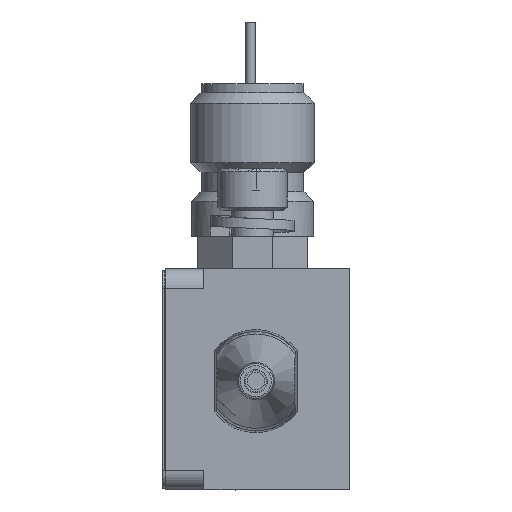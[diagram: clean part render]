
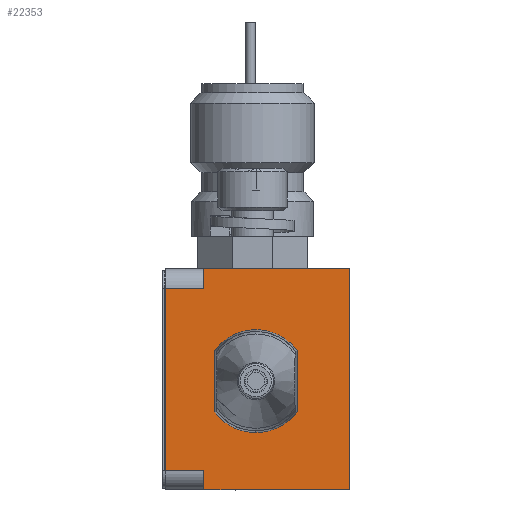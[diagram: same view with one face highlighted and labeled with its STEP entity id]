
A CAD part, left-side view. The second image highlights one B-rep face of the part: STEP entity #22353.
In plain terms, the highlighted planar face has unit normal (-1, 0, 0).
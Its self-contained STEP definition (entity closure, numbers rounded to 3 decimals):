
#60 = VERTEX_POINT ( 'NONE', #14798 ) ;
#136 = VECTOR ( 'NONE', #3719, 1000. ) ;
#874 = DIRECTION ( 'NONE',  ( -1., 0., 0. ) ) ;
#1320 = VERTEX_POINT ( 'NONE', #3866 ) ;
#1678 = CARTESIAN_POINT ( 'NONE',  ( 0., 0., 0. ) ) ;
#1795 = VERTEX_POINT ( 'NONE', #3836 ) ;
#2085 = ORIENTED_EDGE ( 'NONE', *, *, #14691, .F. ) ;
#2277 = ORIENTED_EDGE ( 'NONE', *, *, #18930, .F. ) ;
#2415 = VECTOR ( 'NONE', #29545, 1000. ) ;
#3065 = VECTOR ( 'NONE', #3392, 1000. ) ;
#3146 = CARTESIAN_POINT ( 'NONE',  ( 0., 4.826, -4.145 ) ) ;
#3392 = DIRECTION ( 'NONE',  ( 0., 0., 1. ) ) ;
#3719 = DIRECTION ( 'NONE',  ( 0., 0., 1. ) ) ;
#3724 = FACE_OUTER_BOUND ( 'NONE', #15944, .T. ) ;
#3836 = CARTESIAN_POINT ( 'NONE',  ( 0., 0., -11.4 ) ) ;
#3866 = CARTESIAN_POINT ( 'NONE',  ( 0., 9.5, -1. ) ) ;
#4163 = DIRECTION ( 'NONE',  ( 0., 0., 1. ) ) ;
#4577 = ORIENTED_EDGE ( 'NONE', *, *, #22824, .T. ) ;
#4672 = LINE ( 'NONE', #16697, #8791 ) ;
#5473 = CARTESIAN_POINT ( 'NONE',  ( 0., 9.5, 0. ) ) ;
#5578 = CARTESIAN_POINT ( 'NONE',  ( 0., 7.5, -11.4 ) ) ;
#5983 = LINE ( 'NONE', #1678, #13096 ) ;
#6981 = DIRECTION ( 'NONE',  ( 0., 1., 0. ) ) ;
#7525 = ORIENTED_EDGE ( 'NONE', *, *, #8884, .T. ) ;
#7729 = VERTEX_POINT ( 'NONE', #13455 ) ;
#8273 = AXIS2_PLACEMENT_3D ( 'NONE', #22766, #8726, #11024 ) ;
#8522 = LINE ( 'NONE', #16785, #20510 ) ;
#8685 = ORIENTED_EDGE ( 'NONE', *, *, #13077, .T. ) ;
#8726 = DIRECTION ( 'NONE',  ( 1., 0., 0. ) ) ;
#8775 = ORIENTED_EDGE ( 'NONE', *, *, #30599, .F. ) ;
#8791 = VECTOR ( 'NONE', #6981, 1000. ) ;
#8884 = EDGE_CURVE ( 'NONE', #60, #1320, #4672, .T. ) ;
#9450 = CARTESIAN_POINT ( 'NONE',  ( 0., 7.5, -10.4 ) ) ;
#9550 = EDGE_CURVE ( 'NONE', #7729, #29896, #13612, .T. ) ;
#10014 = AXIS2_PLACEMENT_3D ( 'NONE', #24898, #874, #27527 ) ;
#11024 = DIRECTION ( 'NONE',  ( 0., 0., -1. ) ) ;
#11183 = CARTESIAN_POINT ( 'NONE',  ( 0., 9.5, -11.4 ) ) ;
#11202 = EDGE_CURVE ( 'NONE', #29883, #1320, #17265, .T. ) ;
#12045 = VERTEX_POINT ( 'NONE', #3146 ) ;
#13077 = EDGE_CURVE ( 'NONE', #1795, #29896, #5983, .T. ) ;
#13096 = VECTOR ( 'NONE', #4163, 1000. ) ;
#13455 = CARTESIAN_POINT ( 'NONE',  ( 0., 7.5, 0. ) ) ;
#13612 = LINE ( 'NONE', #5473, #2415 ) ;
#14345 = LINE ( 'NONE', #9450, #27453 ) ;
#14691 = EDGE_CURVE ( 'NONE', #12045, #12045, #16389, .T. ) ;
#14798 = CARTESIAN_POINT ( 'NONE',  ( 0., 7.5, -1. ) ) ;
#14950 = CARTESIAN_POINT ( 'NONE',  ( 0., 7.5, -10.4 ) ) ;
#15944 = EDGE_LOOP ( 'NONE', ( #16611, #8775, #2277, #4577, #8685, #28238, #18713, #7525 ) ) ;
#16040 = PLANE ( 'NONE',  #8273 ) ;
#16389 = CIRCLE ( 'NONE', #10014, 1.65 ) ;
#16611 = ORIENTED_EDGE ( 'NONE', *, *, #11202, .F. ) ;
#16697 = CARTESIAN_POINT ( 'NONE',  ( 0., 7.5, -1. ) ) ;
#16785 = CARTESIAN_POINT ( 'NONE',  ( 0., 7.5, 0. ) ) ;
#17265 = LINE ( 'NONE', #22762, #3065 ) ;
#18085 = DIRECTION ( 'NONE',  ( 0., -1., 0. ) ) ;
#18713 = ORIENTED_EDGE ( 'NONE', *, *, #23986, .F. ) ;
#18836 = VERTEX_POINT ( 'NONE', #5578 ) ;
#18930 = EDGE_CURVE ( 'NONE', #18836, #26596, #27046, .T. ) ;
#18970 = DIRECTION ( 'NONE',  ( 0., 1., 0. ) ) ;
#20510 = VECTOR ( 'NONE', #26526, 1000. ) ;
#22346 = CARTESIAN_POINT ( 'NONE',  ( 0., 9.5, -10.4 ) ) ;
#22353 = ADVANCED_FACE ( 'NONE', ( #29922, #3724 ), #16040, .F. ) ;
#22762 = CARTESIAN_POINT ( 'NONE',  ( 0., 9.5, 0. ) ) ;
#22766 = CARTESIAN_POINT ( 'NONE',  ( 0., 9.5, 0. ) ) ;
#22824 = EDGE_CURVE ( 'NONE', #18836, #1795, #28395, .T. ) ;
#23986 = EDGE_CURVE ( 'NONE', #60, #7729, #8522, .T. ) ;
#24898 = CARTESIAN_POINT ( 'NONE',  ( 0., 4.826, -5.795 ) ) ;
#26526 = DIRECTION ( 'NONE',  ( 0., 0., 1. ) ) ;
#26596 = VERTEX_POINT ( 'NONE', #14950 ) ;
#26976 = EDGE_LOOP ( 'NONE', ( #2085 ) ) ;
#27046 = LINE ( 'NONE', #27585, #136 ) ;
#27164 = CARTESIAN_POINT ( 'NONE',  ( 0., 0., 0. ) ) ;
#27453 = VECTOR ( 'NONE', #18970, 1000. ) ;
#27527 = DIRECTION ( 'NONE',  ( 0., 0., 1. ) ) ;
#27585 = CARTESIAN_POINT ( 'NONE',  ( 0., 7.5, -11.4 ) ) ;
#28238 = ORIENTED_EDGE ( 'NONE', *, *, #9550, .F. ) ;
#28395 = LINE ( 'NONE', #11183, #28776 ) ;
#28776 = VECTOR ( 'NONE', #18085, 1000. ) ;
#29545 = DIRECTION ( 'NONE',  ( 0., -1., 0. ) ) ;
#29883 = VERTEX_POINT ( 'NONE', #22346 ) ;
#29896 = VERTEX_POINT ( 'NONE', #27164 ) ;
#29922 = FACE_BOUND ( 'NONE', #26976, .T. ) ;
#30599 = EDGE_CURVE ( 'NONE', #26596, #29883, #14345, .T. ) ;
